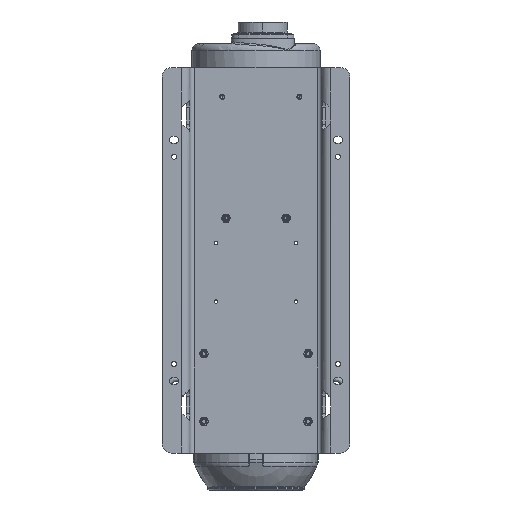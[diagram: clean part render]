
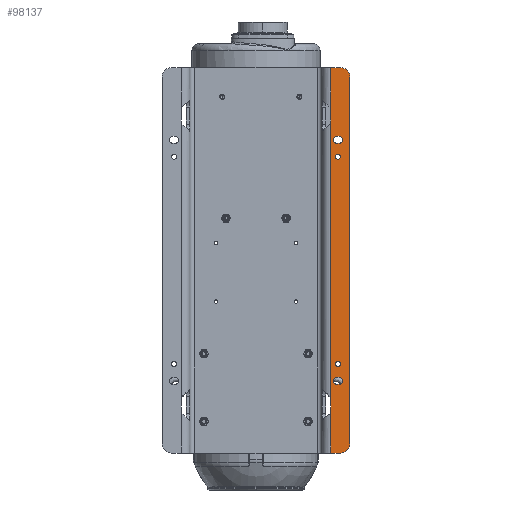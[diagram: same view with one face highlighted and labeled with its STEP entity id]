
A CAD part, front view. The second image highlights one B-rep face of the part: STEP entity #98137.
In plain terms, the highlighted planar face has unit normal (0, -1, 0).
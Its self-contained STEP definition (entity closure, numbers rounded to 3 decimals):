
#22798=DIRECTION('',(0.,0.,-1.));
#22799=VECTOR('',#22798,565.);
#22800=CARTESIAN_POINT('',(155.,-80.,-57.));
#22801=LINE('',#22800,#22799);
#22802=DIRECTION('',(0.,0.,-1.));
#22803=VECTOR('',#22802,35.);
#22804=CARTESIAN_POINT('',(155.,-80.,-22.));
#22805=LINE('',#22804,#22803);
#22806=DIRECTION('',(0.,0.,-1.));
#22807=VECTOR('',#22806,82.5);
#22808=CARTESIAN_POINT('',(155.,-80.,60.5));
#22809=LINE('',#22808,#22807);
#22810=CARTESIAN_POINT('',(175.,-80.,40.5));
#22811=DIRECTION('',(0.,-1.,0.));
#22812=DIRECTION('',(1.,0.,0.));
#22813=AXIS2_PLACEMENT_3D('',#22810,#22811,#22812);
#22815=CARTESIAN_POINT('',(175.,-80.,-719.5));
#22816=DIRECTION('',(0.,-1.,0.));
#22817=DIRECTION('',(0.,0.,-1.));
#22818=AXIS2_PLACEMENT_3D('',#22815,#22816,#22817);
#22820=DIRECTION('',(0.,0.,-1.));
#22821=VECTOR('',#22820,82.5);
#22822=CARTESIAN_POINT('',(155.,-80.,-657.));
#22823=LINE('',#22822,#22821);
#22824=DIRECTION('',(0.,0.,-1.));
#22825=VECTOR('',#22824,35.);
#22826=CARTESIAN_POINT('',(155.,-80.,-622.));
#22827=LINE('',#22826,#22825);
#22828=DIRECTION('',(-1.,0.,0.));
#22829=VECTOR('',#22828,2.5);
#22830=CARTESIAN_POINT('',(172.5,-80.,-582.5));
#22831=LINE('',#22830,#22829);
#22832=DIRECTION('',(-1.,0.,0.));
#22833=VECTOR('',#22832,2.5);
#22834=CARTESIAN_POINT('',(170.,-80.,-582.5));
#22835=LINE('',#22834,#22833);
#22836=CARTESIAN_POINT('',(167.5,-80.,-589.5));
#22837=DIRECTION('',(0.,1.,0.));
#22838=DIRECTION('',(0.,0.,-1.));
#22839=AXIS2_PLACEMENT_3D('',#22836,#22837,#22838);
#22841=DIRECTION('',(1.,0.,0.));
#22842=VECTOR('',#22841,2.5);
#22843=CARTESIAN_POINT('',(167.5,-80.,-596.5));
#22844=LINE('',#22843,#22842);
#22845=DIRECTION('',(1.,0.,0.));
#22846=VECTOR('',#22845,2.5);
#22847=CARTESIAN_POINT('',(170.,-80.,-596.5));
#22848=LINE('',#22847,#22846);
#22849=CARTESIAN_POINT('',(172.5,-80.,-589.5));
#22850=DIRECTION('',(0.,1.,0.));
#22851=DIRECTION('',(0.,0.,1.));
#22852=AXIS2_PLACEMENT_3D('',#22849,#22850,#22851);
#22854=DIRECTION('',(-1.,0.,0.));
#22855=VECTOR('',#22854,2.5);
#22856=CARTESIAN_POINT('',(172.5,-80.,-82.5));
#22857=LINE('',#22856,#22855);
#22858=DIRECTION('',(-1.,0.,0.));
#22859=VECTOR('',#22858,2.5);
#22860=CARTESIAN_POINT('',(170.,-80.,-82.5));
#22861=LINE('',#22860,#22859);
#22862=CARTESIAN_POINT('',(167.5,-80.,-89.5));
#22863=DIRECTION('',(0.,1.,0.));
#22864=DIRECTION('',(0.,0.,-1.));
#22865=AXIS2_PLACEMENT_3D('',#22862,#22863,#22864);
#22867=DIRECTION('',(1.,0.,0.));
#22868=VECTOR('',#22867,2.5);
#22869=CARTESIAN_POINT('',(167.5,-80.,-96.5));
#22870=LINE('',#22869,#22868);
#22871=DIRECTION('',(1.,0.,0.));
#22872=VECTOR('',#22871,2.5);
#22873=CARTESIAN_POINT('',(170.,-80.,-96.5));
#22874=LINE('',#22873,#22872);
#22875=CARTESIAN_POINT('',(172.5,-80.,-89.5));
#22876=DIRECTION('',(0.,1.,0.));
#22877=DIRECTION('',(0.,0.,1.));
#22878=AXIS2_PLACEMENT_3D('',#22875,#22876,#22877);
#22880=CARTESIAN_POINT('',(170.,-80.,-554.5));
#22881=DIRECTION('',(0.,1.,0.));
#22882=DIRECTION('',(0.,0.,-1.));
#22883=AXIS2_PLACEMENT_3D('',#22880,#22881,#22882);
#22885=CARTESIAN_POINT('',(170.,-80.,-554.5));
#22886=DIRECTION('',(0.,1.,0.));
#22887=DIRECTION('',(0.,0.,1.));
#22888=AXIS2_PLACEMENT_3D('',#22885,#22886,#22887);
#22890=CARTESIAN_POINT('',(170.,-80.,-124.5));
#22891=DIRECTION('',(0.,1.,0.));
#22892=DIRECTION('',(0.,0.,-1.));
#22893=AXIS2_PLACEMENT_3D('',#22890,#22891,#22892);
#22895=CARTESIAN_POINT('',(170.,-80.,-124.5));
#22896=DIRECTION('',(0.,1.,0.));
#22897=DIRECTION('',(0.,0.,1.));
#22898=AXIS2_PLACEMENT_3D('',#22895,#22896,#22897);
#22957=CARTESIAN_POINT('',(155.,-80.,-57.));
#23177=CARTESIAN_POINT('',(155.,-80.,-657.));
#23195=DIRECTION('',(1.,0.,0.));
#23196=VECTOR('',#23195,20.);
#23197=CARTESIAN_POINT('',(155.,-80.,-739.5));
#23198=LINE('',#23197,#23196);
#23203=DIRECTION('',(0.,0.,-1.));
#23204=VECTOR('',#23203,760.);
#23205=CARTESIAN_POINT('',(195.,-80.,40.5));
#23206=LINE('',#23205,#23204);
#23219=DIRECTION('',(1.,0.,0.));
#23220=VECTOR('',#23219,20.);
#23221=CARTESIAN_POINT('',(155.,-80.,60.5));
#23222=LINE('',#23221,#23220);
#68753=CARTESIAN_POINT('',(155.,-80.,60.5));
#68754=VERTEX_POINT('',#68753);
#68769=CARTESIAN_POINT('',(155.,-80.,-739.5));
#68770=VERTEX_POINT('',#68769);
#68775=CARTESIAN_POINT('',(175.,-80.,-739.5));
#68776=VERTEX_POINT('',#68775);
#68777=CARTESIAN_POINT('',(195.,-80.,-719.5));
#68778=VERTEX_POINT('',#68777);
#68791=CARTESIAN_POINT('',(195.,-80.,40.5));
#68792=VERTEX_POINT('',#68791);
#68793=CARTESIAN_POINT('',(175.,-80.,60.5));
#68794=VERTEX_POINT('',#68793);
#68841=VERTEX_POINT('',#22957);
#68842=CARTESIAN_POINT('',(155.,-80.,-22.));
#68843=VERTEX_POINT('',#68842);
#68844=VERTEX_POINT('',#23177);
#68845=CARTESIAN_POINT('',(155.,-80.,-622.));
#68846=VERTEX_POINT('',#68845);
#68955=CARTESIAN_POINT('',(172.5,-80.,-82.5));
#68956=CARTESIAN_POINT('',(170.,-80.,-82.5));
#68957=VERTEX_POINT('',#68955);
#68958=VERTEX_POINT('',#68956);
#68959=CARTESIAN_POINT('',(167.5,-80.,-82.5));
#68960=VERTEX_POINT('',#68959);
#68961=CARTESIAN_POINT('',(167.5,-80.,-96.5));
#68962=VERTEX_POINT('',#68961);
#68963=CARTESIAN_POINT('',(170.,-80.,-96.5));
#68964=VERTEX_POINT('',#68963);
#68965=CARTESIAN_POINT('',(172.5,-80.,-96.5));
#68966=VERTEX_POINT('',#68965);
#68967=CARTESIAN_POINT('',(172.5,-80.,-582.5));
#68968=CARTESIAN_POINT('',(170.,-80.,-582.5));
#68969=VERTEX_POINT('',#68967);
#68970=VERTEX_POINT('',#68968);
#68971=CARTESIAN_POINT('',(167.5,-80.,-582.5));
#68972=VERTEX_POINT('',#68971);
#68973=CARTESIAN_POINT('',(167.5,-80.,-596.5));
#68974=VERTEX_POINT('',#68973);
#68975=CARTESIAN_POINT('',(170.,-80.,-596.5));
#68976=VERTEX_POINT('',#68975);
#68977=CARTESIAN_POINT('',(172.5,-80.,-596.5));
#68978=VERTEX_POINT('',#68977);
#68991=CARTESIAN_POINT('',(170.,-80.,-559.75));
#68992=CARTESIAN_POINT('',(170.,-80.,-549.25));
#68993=VERTEX_POINT('',#68991);
#68994=VERTEX_POINT('',#68992);
#68999=CARTESIAN_POINT('',(170.,-80.,-129.75));
#69000=CARTESIAN_POINT('',(170.,-80.,-119.25));
#69001=VERTEX_POINT('',#68999);
#69002=VERTEX_POINT('',#69000);
#98071=CARTESIAN_POINT('',(155.,-80.,60.5));
#98072=DIRECTION('',(0.,1.,0.));
#98073=DIRECTION('',(1.,0.,0.));
#98074=AXIS2_PLACEMENT_3D('',#98071,#98072,#98073);
#98075=PLANE('',#98074);
#98077=ORIENTED_EDGE('',*,*,#98076,.F.);
#98078=ORIENTED_EDGE('',*,*,#98065,.F.);
#98080=ORIENTED_EDGE('',*,*,#98079,.F.);
#98082=ORIENTED_EDGE('',*,*,#98081,.T.);
#98084=ORIENTED_EDGE('',*,*,#98083,.F.);
#98086=ORIENTED_EDGE('',*,*,#98085,.T.);
#98088=ORIENTED_EDGE('',*,*,#98087,.F.);
#98090=ORIENTED_EDGE('',*,*,#98089,.F.);
#98092=ORIENTED_EDGE('',*,*,#98091,.F.);
#98094=ORIENTED_EDGE('',*,*,#98093,.F.);
#98095=EDGE_LOOP('',(#98077,#98078,#98080,#98082,#98084,#98086,#98088,#98090,
#98092,#98094));
#98096=FACE_OUTER_BOUND('',#98095,.F.);
#98098=ORIENTED_EDGE('',*,*,#98097,.T.);
#98100=ORIENTED_EDGE('',*,*,#98099,.T.);
#98102=ORIENTED_EDGE('',*,*,#98101,.F.);
#98104=ORIENTED_EDGE('',*,*,#98103,.T.);
#98106=ORIENTED_EDGE('',*,*,#98105,.T.);
#98108=ORIENTED_EDGE('',*,*,#98107,.F.);
#98109=EDGE_LOOP('',(#98098,#98100,#98102,#98104,#98106,#98108));
#98110=FACE_BOUND('',#98109,.F.);
#98112=ORIENTED_EDGE('',*,*,#98111,.T.);
#98114=ORIENTED_EDGE('',*,*,#98113,.T.);
#98116=ORIENTED_EDGE('',*,*,#98115,.F.);
#98118=ORIENTED_EDGE('',*,*,#98117,.T.);
#98120=ORIENTED_EDGE('',*,*,#98119,.T.);
#98122=ORIENTED_EDGE('',*,*,#98121,.F.);
#98123=EDGE_LOOP('',(#98112,#98114,#98116,#98118,#98120,#98122));
#98124=FACE_BOUND('',#98123,.F.);
#98126=ORIENTED_EDGE('',*,*,#98125,.F.);
#98128=ORIENTED_EDGE('',*,*,#98127,.F.);
#98129=EDGE_LOOP('',(#98126,#98128));
#98130=FACE_BOUND('',#98129,.F.);
#98132=ORIENTED_EDGE('',*,*,#98131,.F.);
#98134=ORIENTED_EDGE('',*,*,#98133,.F.);
#98135=EDGE_LOOP('',(#98132,#98134));
#98136=FACE_BOUND('',#98135,.F.);
#98137=ADVANCED_FACE('',(#98096,#98110,#98124,#98130,#98136),#98075,.F.);
#22814=CIRCLE('',#22813,20.);
#22819=CIRCLE('',#22818,20.);
#22840=CIRCLE('',#22839,7.);
#22853=CIRCLE('',#22852,7.);
#22866=CIRCLE('',#22865,7.);
#22879=CIRCLE('',#22878,7.);
#22884=CIRCLE('',#22883,5.25);
#22889=CIRCLE('',#22888,5.25);
#22894=CIRCLE('',#22893,5.25);
#22899=CIRCLE('',#22898,5.25);
#98065=EDGE_CURVE('',#68843,#68841,#22805,.T.);
#98076=EDGE_CURVE('',#68841,#68846,#22801,.T.);
#98079=EDGE_CURVE('',#68754,#68843,#22809,.T.);
#98081=EDGE_CURVE('',#68754,#68794,#23222,.T.);
#98083=EDGE_CURVE('',#68792,#68794,#22814,.T.);
#98085=EDGE_CURVE('',#68792,#68778,#23206,.T.);
#98087=EDGE_CURVE('',#68776,#68778,#22819,.T.);
#98089=EDGE_CURVE('',#68770,#68776,#23198,.T.);
#98091=EDGE_CURVE('',#68844,#68770,#22823,.T.);
#98093=EDGE_CURVE('',#68846,#68844,#22827,.T.);
#98097=EDGE_CURVE('',#68969,#68970,#22831,.T.);
#98099=EDGE_CURVE('',#68970,#68972,#22835,.T.);
#98101=EDGE_CURVE('',#68974,#68972,#22840,.T.);
#98103=EDGE_CURVE('',#68974,#68976,#22844,.T.);
#98105=EDGE_CURVE('',#68976,#68978,#22848,.T.);
#98107=EDGE_CURVE('',#68969,#68978,#22853,.T.);
#98111=EDGE_CURVE('',#68957,#68958,#22857,.T.);
#98113=EDGE_CURVE('',#68958,#68960,#22861,.T.);
#98115=EDGE_CURVE('',#68962,#68960,#22866,.T.);
#98117=EDGE_CURVE('',#68962,#68964,#22870,.T.);
#98119=EDGE_CURVE('',#68964,#68966,#22874,.T.);
#98121=EDGE_CURVE('',#68957,#68966,#22879,.T.);
#98125=EDGE_CURVE('',#68993,#68994,#22884,.T.);
#98127=EDGE_CURVE('',#68994,#68993,#22889,.T.);
#98131=EDGE_CURVE('',#69001,#69002,#22894,.T.);
#98133=EDGE_CURVE('',#69002,#69001,#22899,.T.);
